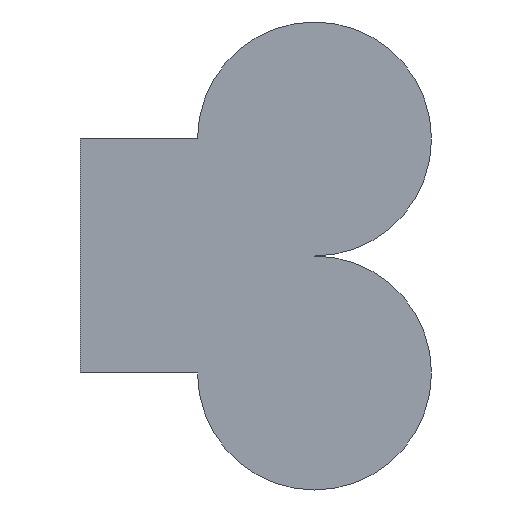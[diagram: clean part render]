
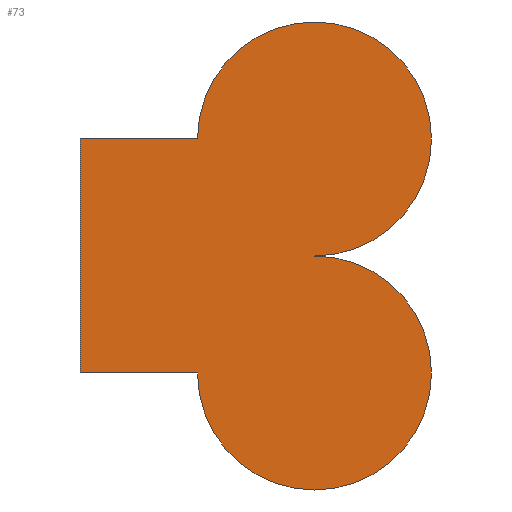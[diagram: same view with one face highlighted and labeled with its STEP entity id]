
A CAD part, top view. The second image highlights one B-rep face of the part: STEP entity #73.
In plain terms, the highlighted planar face has unit normal (0, 0, -1).
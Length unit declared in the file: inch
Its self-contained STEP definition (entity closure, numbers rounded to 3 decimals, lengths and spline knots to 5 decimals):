
#24=CARTESIAN_POINT('',(10.,5.,0.));
#25=VERTEX_POINT('',#24);
#26=CARTESIAN_POINT('',(5.,10.,0.));
#27=VERTEX_POINT('',#26);
#28=CARTESIAN_POINT('',(10.,10.,0.));
#29=DIRECTION('',(0.,0.,1.));
#30=DIRECTION('',(-1.,0.,0.));
#31=AXIS2_PLACEMENT_3D('',#28,#29,#30);
#32=CIRCLE('',#31,5.);
#33=EDGE_CURVE('',#25,#27,#32,.T.);
#34=ORIENTED_EDGE('',*,*,#33,.F.);
#35=CARTESIAN_POINT('',(5.,0.,0.));
#36=VERTEX_POINT('',#35);
#37=CARTESIAN_POINT('',(10.,0.,0.));
#38=DIRECTION('',(0.,0.,1.));
#39=DIRECTION('',(-1.,0.,0.));
#40=AXIS2_PLACEMENT_3D('',#37,#38,#39);
#41=CIRCLE('',#40,5.);
#42=EDGE_CURVE('',#36,#25,#41,.T.);
#43=ORIENTED_EDGE('',*,*,#42,.F.);
#44=CARTESIAN_POINT('',(0.,0.,0.));
#45=VERTEX_POINT('',#44);
#46=CARTESIAN_POINT('',(0.,0.,0.));
#47=DIRECTION('',(1.,0.,0.));
#48=VECTOR('',#47,1.);
#49=LINE('',#46,#48);
#50=EDGE_CURVE('',#45,#36,#49,.T.);
#51=ORIENTED_EDGE('',*,*,#50,.F.);
#52=CARTESIAN_POINT('',(0.,10.,0.));
#53=VERTEX_POINT('',#52);
#54=CARTESIAN_POINT('',(0.,10.,0.));
#55=DIRECTION('',(0.,-1.,0.));
#56=VECTOR('',#55,1.);
#57=LINE('',#54,#56);
#58=EDGE_CURVE('',#53,#45,#57,.T.);
#59=ORIENTED_EDGE('',*,*,#58,.F.);
#60=CARTESIAN_POINT('',(10.,10.,0.));
#61=DIRECTION('',(-1.,0.,0.));
#62=VECTOR('',#61,1.);
#63=LINE('',#60,#62);
#64=EDGE_CURVE('',#27,#53,#63,.T.);
#65=ORIENTED_EDGE('',*,*,#64,.F.);
#66=EDGE_LOOP('',(#34,#43,#51,#59,#65));
#67=FACE_OUTER_BOUND('',#66,.T.);
#68=CARTESIAN_POINT('',(0.,0.,0.));
#69=DIRECTION('',(0.,0.,1.));
#70=DIRECTION('',(-1.,0.,0.));
#71=AXIS2_PLACEMENT_3D('',#68,#69,#70);
#72=PLANE('',#71);
#73=ADVANCED_FACE('',(#67),#72,.F.);
